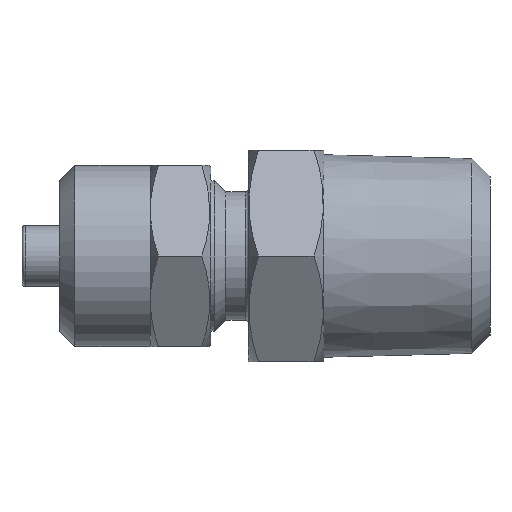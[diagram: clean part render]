
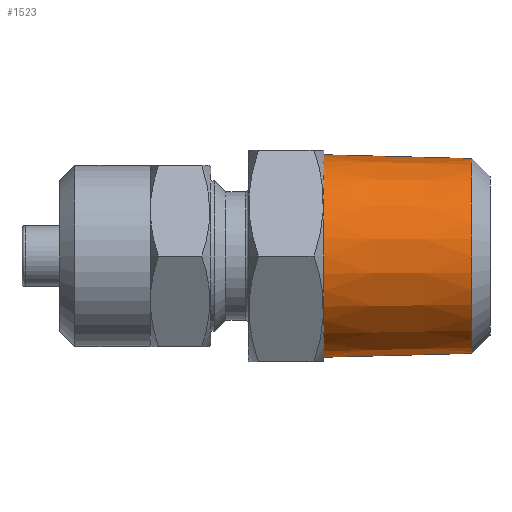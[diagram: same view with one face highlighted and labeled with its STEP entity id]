
A CAD part, left-side view. The second image highlights one B-rep face of the part: STEP entity #1523.
In plain terms, the highlighted conical face has half-angle 1.47 degrees and reference radius 6.707 mm.
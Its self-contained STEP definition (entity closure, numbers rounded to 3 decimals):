
#63 = EDGE_LOOP ( 'NONE', ( #71, #165, #154, #214 ) ) ;
#71 = ORIENTED_EDGE ( 'NONE', *, *, #1650, .F. ) ;
#154 = ORIENTED_EDGE ( 'NONE', *, *, #1651, .T. ) ;
#165 = ORIENTED_EDGE ( 'NONE', *, *, #1624, .F. ) ;
#214 = ORIENTED_EDGE ( 'NONE', *, *, #1481, .T. ) ;
#216 = VERTEX_POINT ( 'NONE', #853 ) ;
#219 = VERTEX_POINT ( 'NONE', #842 ) ;
#234 = VERTEX_POINT ( 'NONE', #791 ) ;
#282 = VERTEX_POINT ( 'NONE', #775 ) ;
#775 = CARTESIAN_POINT ( 'NONE',  ( 0., 11., -6.707 ) ) ;
#791 = CARTESIAN_POINT ( 'NONE',  ( 0., 11., 6.707 ) ) ;
#842 = CARTESIAN_POINT ( 'NONE',  ( 0., 1.2, -6.455 ) ) ;
#853 = CARTESIAN_POINT ( 'NONE',  ( 0., 1.2, 6.455 ) ) ;
#961 = CARTESIAN_POINT ( 'NONE',  ( 0., 1.2, 0. ) ) ;
#962 = DIRECTION ( 'NONE',  ( 0., -1., 0. ) ) ;
#963 = DIRECTION ( 'NONE',  ( 0., 0., -1. ) ) ;
#1075 = LINE ( 'NONE', #1089, #2176 ) ;
#1086 = LINE ( 'NONE', #1087, #2094 ) ;
#1087 = CARTESIAN_POINT ( 'NONE',  ( 0., 11., -6.707 ) ) ;
#1088 = DIRECTION ( 'NONE',  ( 0., 1., -0.026 ) ) ;
#1089 = CARTESIAN_POINT ( 'NONE',  ( 0., 11., 6.707 ) ) ;
#1090 = DIRECTION ( 'NONE',  ( 0., 1., 0.026 ) ) ;
#1361 = AXIS2_PLACEMENT_3D ( 'NONE', #1718, #1719, #1720 ) ;
#1386 = CIRCLE ( 'NONE', #1361, 6.707 ) ;
#1481 = EDGE_CURVE ( 'NONE', #234, #282, #1386, .T. ) ;
#1523 = ADVANCED_FACE ( 'NONE', ( #1896 ), #2195, .T. ) ;
#1624 = EDGE_CURVE ( 'NONE', #216, #219, #2151, .T. ) ;
#1650 = EDGE_CURVE ( 'NONE', #219, #282, #1086, .T. ) ;
#1651 = EDGE_CURVE ( 'NONE', #216, #234, #1075, .T. ) ;
#1718 = CARTESIAN_POINT ( 'NONE',  ( 0., 11., 0. ) ) ;
#1719 = DIRECTION ( 'NONE',  ( 0., -1., 0. ) ) ;
#1720 = DIRECTION ( 'NONE',  ( 0., 0., -1. ) ) ;
#1886 = DIRECTION ( 'NONE',  ( 0., 0., 1. ) ) ;
#1896 = FACE_OUTER_BOUND ( 'NONE', #63, .T. ) ;
#1897 = DIRECTION ( 'NONE',  ( 0., 1., 0. ) ) ;
#1899 = CARTESIAN_POINT ( 'NONE',  ( 0., 11., 0. ) ) ;
#2090 = AXIS2_PLACEMENT_3D ( 'NONE', #961, #962, #963 ) ;
#2094 = VECTOR ( 'NONE', #1088, 1000. ) ;
#2151 = CIRCLE ( 'NONE', #2090, 6.455 ) ;
#2157 = AXIS2_PLACEMENT_3D ( 'NONE', #1899, #1897, #1886 ) ;
#2176 = VECTOR ( 'NONE', #1090, 1000. ) ;
#2195 = CONICAL_SURFACE ( 'NONE', #2157, 6.707, 0.026 ) ;
